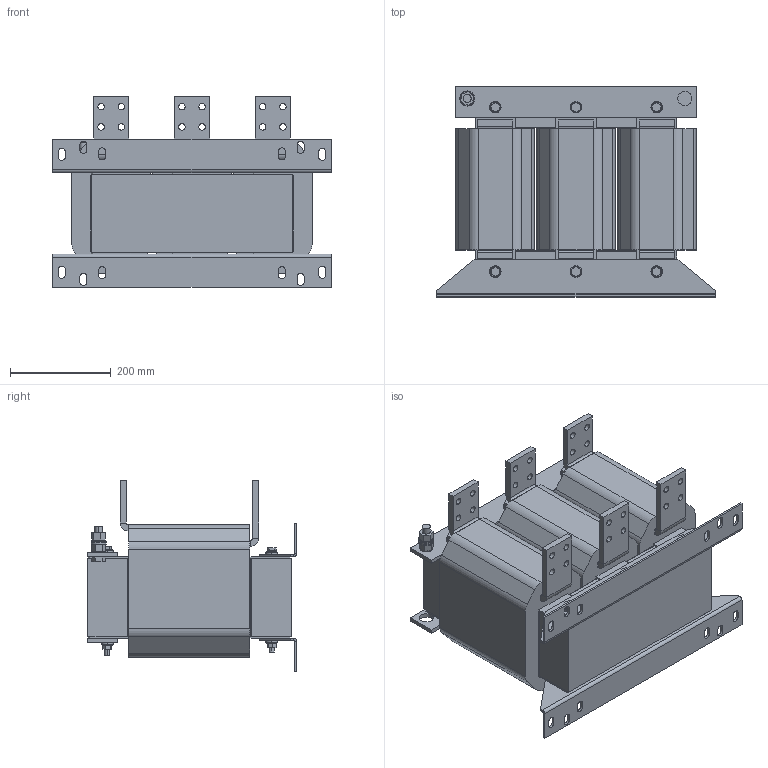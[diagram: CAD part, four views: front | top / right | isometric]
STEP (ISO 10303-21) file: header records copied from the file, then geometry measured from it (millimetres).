
FILE_DESCRIPTION (( 'STEP AP214' ), '1' );
FILE_NAME ('224083.STEP', '2021-02-17T07:21:22', ( '' ), ( '' ), 'SwSTEP 2.0', 'SolidWorks 2018', '' );
FILE_SCHEMA (( 'AUTOMOTIVE_DESIGN' ));
Length unit declared in the file: millimetre
Products named in the file (1): 224083
Bounding box: 552 x 415.9 x 377.9 mm (x, y, z)
Volume: 39278766.7 mm3; surface area: 1486575.5 mm2
Topology: 1 solids, 1 shells, 673 faces, 1748 edges, 1116 vertices
Faces by surface type: plane 467, cylinder 206
Entity records: 20616 total; most frequent: DIRECTION 3548, CARTESIAN_POINT 3538, ORIENTED_EDGE 3496, EDGE_CURVE 1748, VECTOR 1296, LINE 1296, AXIS2_PLACEMENT_3D 1126, VERTEX_POINT 1116
